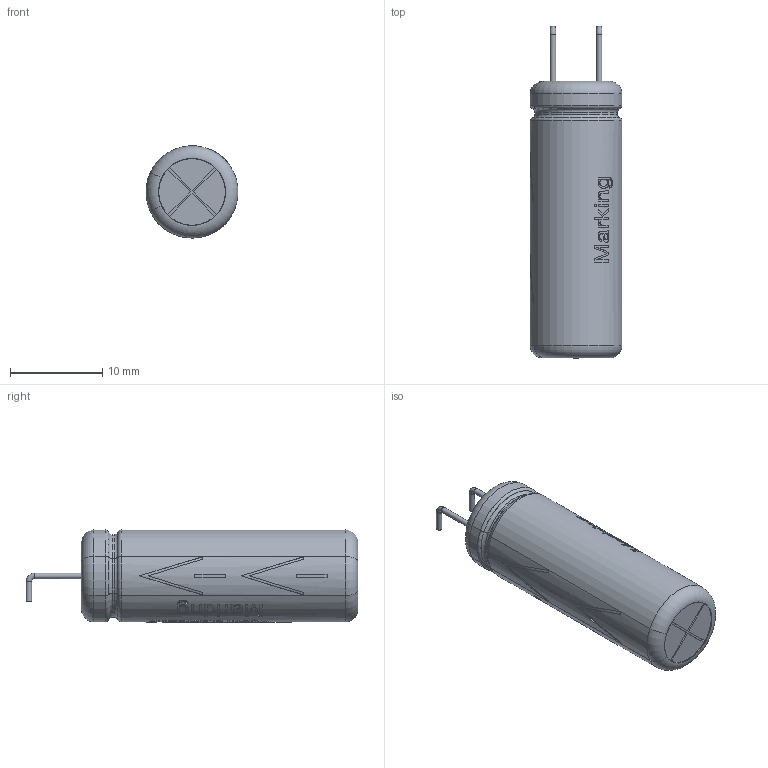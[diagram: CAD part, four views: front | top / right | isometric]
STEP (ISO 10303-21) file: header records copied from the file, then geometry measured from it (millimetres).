
FILE_DESCRIPTION(/* description */ ('Unknown'),/* implementation_level */ '2;1');
FILE_NAME(/* name */ 'CP_Wurth_WCAP-ATUL-P5D10L30_h',/* time_stamp */ '2025-10-08T11:22:54+08:00',/* author */ ('Unknown'),/* organization */ ('Unknown'),/* preprocessor_version */ 'ST-DEVELOPER v19.4',/* originating_system */ 'Solid Edge',/* authorisation */ 'Unknown');
FILE_SCHEMA (('AUTOMOTIVE_DESIGN {1 0 10303 214 3 1 1}'));
Length unit declared in the file: millimetre
Products named in the file (2): CP_Wurth_WCAP-ATUL-P5D10L30_h
Assembly tree (1 placements, depth 2):
  CP_Wurth_WCAP-ATUL-P5D10L30_h
    CP_Wurth_WCAP-ATUL-P5D10L30_h
Bounding box: 9.97 x 36 x 9.98 mm (x, y, z)
Volume: 2295.3 mm3; surface area: 3149.1 mm2
Topology: 1 solids, 2 shells, 524 faces, 1324 edges, 877 vertices
Faces by surface type: plane 308, cylinder 112, bspline 75, torus 28, cone 1
Full cylindrical faces by diameter (mm): 0.6 x4, 1.111 x1, 1.389 x1, 2.222 x1, 2.5 x1, 3.889 x1, 4.167 x1, 5.833 x1, 6.667 x1, 6.944 x1, 7.222 x2, 7.263 x2, 8.278 x1, 8.773 x1, 8.793 x1, 9.78 x2, 9.8 x2
Entity records: 25044 total; most frequent: CARTESIAN_POINT 9585, ORIENTED_EDGE 2530, DIRECTION 2117, EDGE_CURVE 1265, VERTEX_POINT 867, AXIS2_PLACEMENT_3D 758, EDGE_LOOP 646, FACE_BOUND 646
